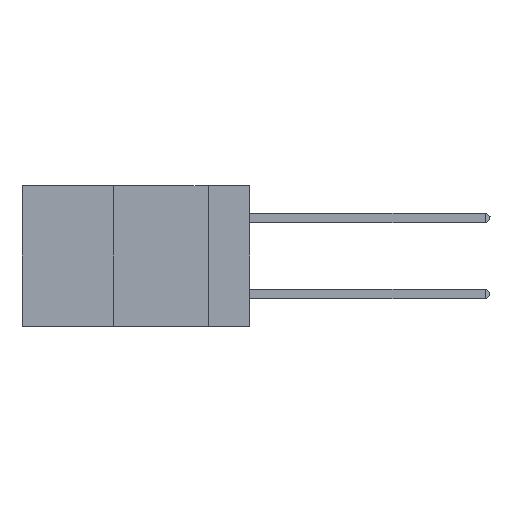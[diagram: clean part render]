
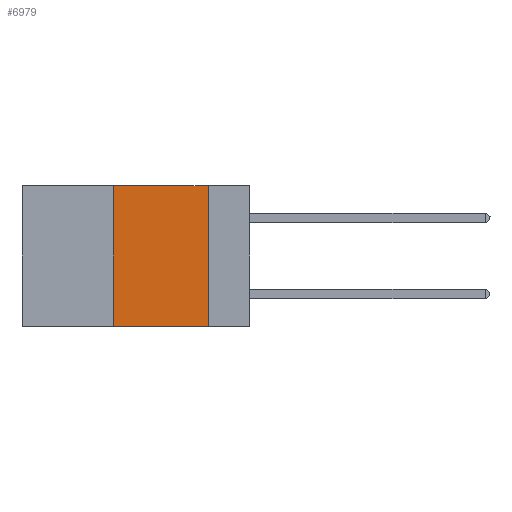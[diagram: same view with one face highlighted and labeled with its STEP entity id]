
A CAD part, left-side view. The second image highlights one B-rep face of the part: STEP entity #6979.
In plain terms, the highlighted planar face has unit normal (-1, 0, 0).
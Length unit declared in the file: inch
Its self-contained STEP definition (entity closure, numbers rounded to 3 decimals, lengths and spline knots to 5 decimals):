
#106 = PLANE ( 'NONE',  #887 ) ;
#300 = DIRECTION ( 'NONE',  ( 0., -1., 0. ) ) ;
#325 = VECTOR ( 'NONE', #300, 39.37008 ) ;
#746 = VECTOR ( 'NONE', #10375, 39.37008 ) ;
#791 = EDGE_CURVE ( 'NONE', #10717, #3747, #3135, .T. ) ;
#887 = AXIS2_PLACEMENT_3D ( 'NONE', #4261, #4392, #12722 ) ;
#894 = VECTOR ( 'NONE', #2540, 39.37008 ) ;
#1295 = ORIENTED_EDGE ( 'NONE', *, *, #10044, .T. ) ;
#1575 = CARTESIAN_POINT ( 'NONE',  ( 0., 0.11, -0.37 ) ) ;
#1587 = CARTESIAN_POINT ( 'NONE',  ( 0., 0.11, 0. ) ) ;
#1866 = EDGE_CURVE ( 'NONE', #5193, #7534, #7673, .T. ) ;
#2089 = EDGE_LOOP ( 'NONE', ( #13232, #12172, #4533, #1295 ) ) ;
#2540 = DIRECTION ( 'NONE',  ( 0., 0., -1. ) ) ;
#3135 = LINE ( 'NONE', #10311, #746 ) ;
#3676 = EDGE_CURVE ( 'NONE', #3747, #5193, #6180, .T. ) ;
#3747 = VERTEX_POINT ( 'NONE', #5987 ) ;
#4035 = CARTESIAN_POINT ( 'NONE',  ( 0., 0.6, 0. ) ) ;
#4261 = CARTESIAN_POINT ( 'NONE',  ( 0., 0.6, 0. ) ) ;
#4392 = DIRECTION ( 'NONE',  ( 1., 0., 0. ) ) ;
#4533 = ORIENTED_EDGE ( 'NONE', *, *, #791, .F. ) ;
#5193 = VERTEX_POINT ( 'NONE', #1587 ) ;
#5274 = FACE_OUTER_BOUND ( 'NONE', #2089, .T. ) ;
#5598 = LINE ( 'NONE', #11966, #325 ) ;
#5987 = CARTESIAN_POINT ( 'NONE',  ( 0., 0.36, 0. ) ) ;
#6180 = LINE ( 'NONE', #4035, #7068 ) ;
#6979 = ADVANCED_FACE ( 'NONE', ( #5274 ), #106, .F. ) ;
#7068 = VECTOR ( 'NONE', #11208, 39.37008 ) ;
#7534 = VERTEX_POINT ( 'NONE', #1575 ) ;
#7673 = LINE ( 'NONE', #11823, #894 ) ;
#10044 = EDGE_CURVE ( 'NONE', #10717, #7534, #5598, .T. ) ;
#10311 = CARTESIAN_POINT ( 'NONE',  ( 0., 0.36, 0. ) ) ;
#10375 = DIRECTION ( 'NONE',  ( 0., 0., 1. ) ) ;
#10701 = CARTESIAN_POINT ( 'NONE',  ( 0., 0.36, -0.37 ) ) ;
#10717 = VERTEX_POINT ( 'NONE', #10701 ) ;
#11208 = DIRECTION ( 'NONE',  ( 0., -1., 0. ) ) ;
#11823 = CARTESIAN_POINT ( 'NONE',  ( 0., 0.11, 0. ) ) ;
#11966 = CARTESIAN_POINT ( 'NONE',  ( 0., 0.6, -0.37 ) ) ;
#12172 = ORIENTED_EDGE ( 'NONE', *, *, #3676, .F. ) ;
#12722 = DIRECTION ( 'NONE',  ( 0., 0., -1. ) ) ;
#13232 = ORIENTED_EDGE ( 'NONE', *, *, #1866, .F. ) ;
